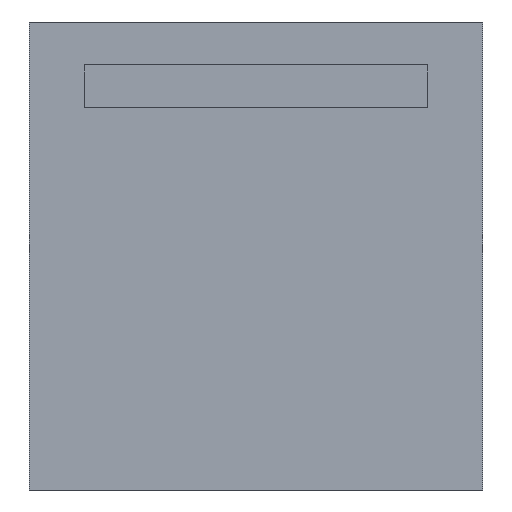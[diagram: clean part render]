
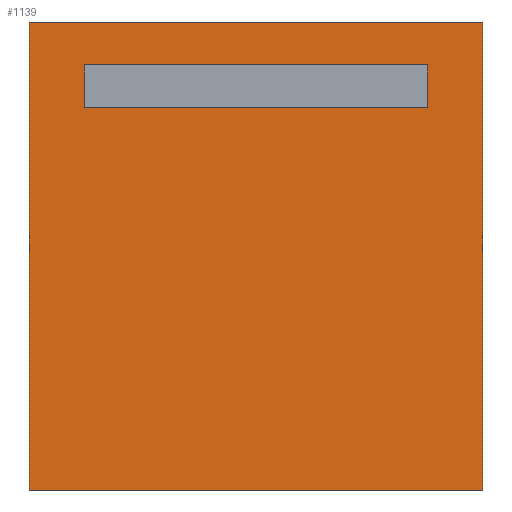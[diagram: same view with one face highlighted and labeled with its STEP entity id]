
A CAD part, left-side view. The second image highlights one B-rep face of the part: STEP entity #1139.
In plain terms, the highlighted planar face has unit normal (-1, 0, 0).
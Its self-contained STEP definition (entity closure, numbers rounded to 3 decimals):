
#30 = ORIENTED_EDGE ( 'NONE', *, *, #83, .T. ) ;
#39 = LINE ( 'NONE', #748, #313 ) ;
#43 = VECTOR ( 'NONE', #44, 1000. ) ;
#44 = DIRECTION ( 'NONE',  ( 0., -1., 0. ) ) ;
#83 = EDGE_CURVE ( 'NONE', #187, #869, #719, .T. ) ;
#88 = VERTEX_POINT ( 'NONE', #216 ) ;
#123 = EDGE_CURVE ( 'NONE', #187, #634, #39, .T. ) ;
#124 = CARTESIAN_POINT ( 'NONE',  ( -5.7, 6., 14.88 ) ) ;
#125 = VECTOR ( 'NONE', #988, 1000. ) ;
#127 = VERTEX_POINT ( 'NONE', #1021 ) ;
#185 = ORIENTED_EDGE ( 'NONE', *, *, #123, .F. ) ;
#187 = VERTEX_POINT ( 'NONE', #849 ) ;
#216 = CARTESIAN_POINT ( 'NONE',  ( -5.7, -6., 13.38 ) ) ;
#239 = LINE ( 'NONE', #283, #125 ) ;
#254 = DIRECTION ( 'NONE',  ( 0., 1., 0. ) ) ;
#255 = CARTESIAN_POINT ( 'NONE',  ( -5.7, -6., 13.38 ) ) ;
#264 = CARTESIAN_POINT ( 'NONE',  ( -5.7, -7.94, 16.38 ) ) ;
#283 = CARTESIAN_POINT ( 'NONE',  ( -5.7, 7.94, 16.38 ) ) ;
#285 = CARTESIAN_POINT ( 'NONE',  ( -5.7, -7.94, 16.38 ) ) ;
#286 = VECTOR ( 'NONE', #391, 1000. ) ;
#288 = LINE ( 'NONE', #255, #918 ) ;
#311 = CARTESIAN_POINT ( 'NONE',  ( -5.7, 7.94, 0. ) ) ;
#313 = VECTOR ( 'NONE', #1024, 1000. ) ;
#359 = VECTOR ( 'NONE', #837, 1000. ) ;
#381 = VERTEX_POINT ( 'NONE', #972 ) ;
#390 = VECTOR ( 'NONE', #806, 1000. ) ;
#391 = DIRECTION ( 'NONE',  ( 0., -1., 0. ) ) ;
#444 = EDGE_LOOP ( 'NONE', ( #798, #483, #927, #608 ) ) ;
#478 = LINE ( 'NONE', #725, #390 ) ;
#483 = ORIENTED_EDGE ( 'NONE', *, *, #987, .F. ) ;
#499 = CARTESIAN_POINT ( 'NONE',  ( -5.7, -7.94, 0. ) ) ;
#502 = CARTESIAN_POINT ( 'NONE',  ( -5.7, 6., 13.38 ) ) ;
#508 = EDGE_CURVE ( 'NONE', #634, #88, #478, .T. ) ;
#529 = EDGE_CURVE ( 'NONE', #381, #735, #239, .T. ) ;
#608 = ORIENTED_EDGE ( 'NONE', *, *, #913, .T. ) ;
#622 = ORIENTED_EDGE ( 'NONE', *, *, #857, .T. ) ;
#634 = VERTEX_POINT ( 'NONE', #502 ) ;
#674 = FACE_OUTER_BOUND ( 'NONE', #444, .T. ) ;
#676 = VERTEX_POINT ( 'NONE', #499 ) ;
#701 = ORIENTED_EDGE ( 'NONE', *, *, #508, .F. ) ;
#719 = LINE ( 'NONE', #124, #286 ) ;
#725 = CARTESIAN_POINT ( 'NONE',  ( -5.7, 6., 13.38 ) ) ;
#728 = DIRECTION ( 'NONE',  ( 0., 0., -1. ) ) ;
#735 = VERTEX_POINT ( 'NONE', #264 ) ;
#740 = VECTOR ( 'NONE', #1156, 1000. ) ;
#748 = CARTESIAN_POINT ( 'NONE',  ( -5.7, 6., 13.38 ) ) ;
#774 = PLANE ( 'NONE',  #886 ) ;
#798 = ORIENTED_EDGE ( 'NONE', *, *, #1123, .T. ) ;
#806 = DIRECTION ( 'NONE',  ( 0., -1., 0. ) ) ;
#837 = DIRECTION ( 'NONE',  ( 0., 0., -1. ) ) ;
#849 = CARTESIAN_POINT ( 'NONE',  ( -5.7, 6., 14.88 ) ) ;
#857 = EDGE_CURVE ( 'NONE', #869, #88, #288, .T. ) ;
#859 = CARTESIAN_POINT ( 'NONE',  ( -5.7, 7.94, 16.38 ) ) ;
#869 = VERTEX_POINT ( 'NONE', #1083 ) ;
#886 = AXIS2_PLACEMENT_3D ( 'NONE', #859, #1031, #254 ) ;
#896 = LINE ( 'NONE', #311, #43 ) ;
#913 = EDGE_CURVE ( 'NONE', #381, #127, #1053, .T. ) ;
#918 = VECTOR ( 'NONE', #728, 1000. ) ;
#927 = ORIENTED_EDGE ( 'NONE', *, *, #529, .F. ) ;
#966 = LINE ( 'NONE', #285, #359 ) ;
#972 = CARTESIAN_POINT ( 'NONE',  ( -5.7, 7.94, 16.38 ) ) ;
#987 = EDGE_CURVE ( 'NONE', #735, #676, #966, .T. ) ;
#988 = DIRECTION ( 'NONE',  ( 0., -1., 0. ) ) ;
#991 = CARTESIAN_POINT ( 'NONE',  ( -5.7, 7.94, 16.38 ) ) ;
#1021 = CARTESIAN_POINT ( 'NONE',  ( -5.7, 7.94, 0. ) ) ;
#1024 = DIRECTION ( 'NONE',  ( 0., 0., -1. ) ) ;
#1031 = DIRECTION ( 'NONE',  ( 1., 0., 0. ) ) ;
#1053 = LINE ( 'NONE', #991, #740 ) ;
#1080 = FACE_BOUND ( 'NONE', #1135, .T. ) ;
#1083 = CARTESIAN_POINT ( 'NONE',  ( -5.7, -6., 14.88 ) ) ;
#1123 = EDGE_CURVE ( 'NONE', #127, #676, #896, .T. ) ;
#1135 = EDGE_LOOP ( 'NONE', ( #701, #185, #30, #622 ) ) ;
#1139 = ADVANCED_FACE ( 'NONE', ( #1080, #674 ), #774, .F. ) ;
#1156 = DIRECTION ( 'NONE',  ( 0., 0., -1. ) ) ;
